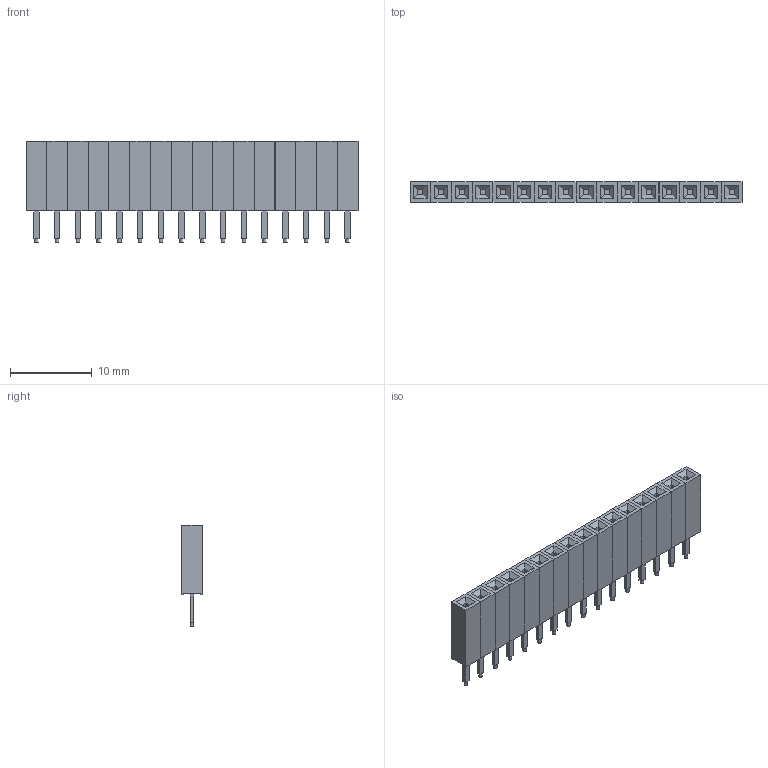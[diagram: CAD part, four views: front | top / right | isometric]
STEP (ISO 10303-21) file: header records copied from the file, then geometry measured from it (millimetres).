
FILE_DESCRIPTION(('STEP AP214'), '1');
FILE_NAME('pbs-20', '', ('UNSPECIFIED'), ('UNSPECIFIED'), 'ASCON STEP Converter 1.3', 'ASCON Math Kernel', '');
FILE_SCHEMA(('AUTOMOTIVE_DESIGN { 1 0 10303 214 3 1 1}'));
Length unit declared in the file: millimetre
Assembly tree (16 placements, depth 2):
  (unnamed)
    (unnamed)  x16
Bounding box: 40.64 x 2.5 x 12.4 mm (x, y, z)
Volume: 831.4 mm3; surface area: 1907.6 mm2
Topology: 16 solids, 16 shells, 432 faces, 1072 edges, 704 vertices
Faces by surface type: plane 416, cylinder 16
Full cylindrical faces by diameter (mm): 0.42 x16
Entity records: 1473 total; most frequent: DIRECTION 162, CARTESIAN_POINT 154, ORIENTED_EDGE 132, EDGE_CURVE 66, LINE 58, VECTOR 58, AXIS2_PLACEMENT_3D 52, VERTEX_POINT 44
